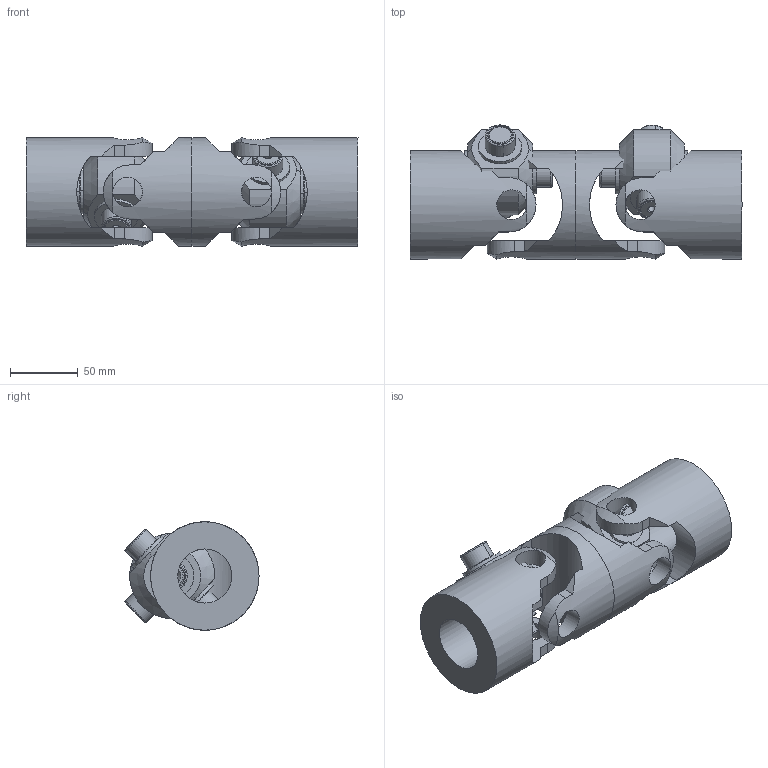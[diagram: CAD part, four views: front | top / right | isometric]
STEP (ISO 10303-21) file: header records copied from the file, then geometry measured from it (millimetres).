
FILE_DESCRIPTION(/* description */ ('Alibre Inc.'),/* implementation_level */ '2;1');
FILE_NAME(/* name */ 'export0',/* time_stamp */ '2012-08-13T16:04:38+02:00',/* author */ (''),/* organization */ (''),/* preprocessor_version */ 'ST-DEVELOPER v12',/* originating_system */ 'Alibre',/* authorisation */ '');
FILE_SCHEMA (('CONFIG_CONTROL_DESIGN'));
Length unit declared in the file: millimetre
Products named in the file (5): ID_1
Bounding box: 245 x 98.89 x 80 mm (x, y, z)
Volume: 878657.3 mm3; surface area: 193957.4 mm2
Topology: 22 solids, 22 shells, 404 faces, 996 edges, 638 vertices
Faces by surface type: cylinder 154, plane 118, cone 116, torus 16
Full cylindrical faces by diameter (mm): 22 x8, 40 x2, 80 x4
Entity records: 7903 total; most frequent: CARTESIAN_POINT 2233, ORIENTED_EDGE 1074, DIRECTION 1026, EDGE_CURVE 537, AXIS2_PLACEMENT_3D 442, VERTEX_POINT 349, EDGE_LOOP 270, FACE_BOUND 270
